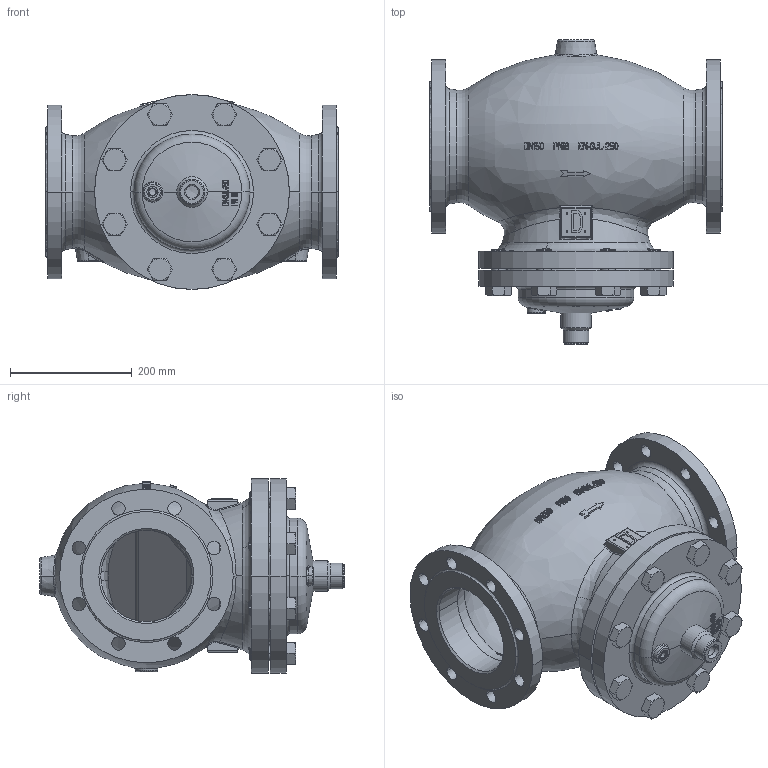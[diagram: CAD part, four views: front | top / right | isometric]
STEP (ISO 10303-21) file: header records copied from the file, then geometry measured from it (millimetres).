
FILE_DESCRIPTION((''),'2;1');
FILE_NAME('065B2398_ASM','2015-03-13T',('u317927'),('Danfoss'),'PRO/ENGINEER BY PARAMETRIC TECHNOLOGY CORPORATION, 2014000','PRO/ENGINEER BY PARAMETRIC TECHNOLOGY CORPORATION, 2014000','');
FILE_SCHEMA(('CONFIG_CONTROL_DESIGN'));
Length unit declared in the file: millimetre
Products named in the file (4): 8861010; 8861018; 5184026; 065B2398_ASM
Assembly tree (10 placements, depth 2):
  065B2398_ASM
    8861010
    8861018
    5184026  x8
Bounding box: 480 x 499.6 x 320 mm (x, y, z)
Volume: 13116881.6 mm3; surface area: 1568036.9 mm2
Topology: 10 solids, 31 shells, 1472 faces, 3934 edges, 2554 vertices
Faces by surface type: plane 956, cylinder 228, cone 113, bspline 107, torus 64, sphere 4
Entity records: 46844 total; most frequent: CARTESIAN_POINT 16876, ORIENTED_EDGE 7000, DIRECTION 5081, EDGE_CURVE 3528, VERTEX_POINT 2302, AXIS2_PLACEMENT_3D 1984, B_SPLINE_CURVE_WITH_KNOTS 1627, EDGE_LOOP 1410
